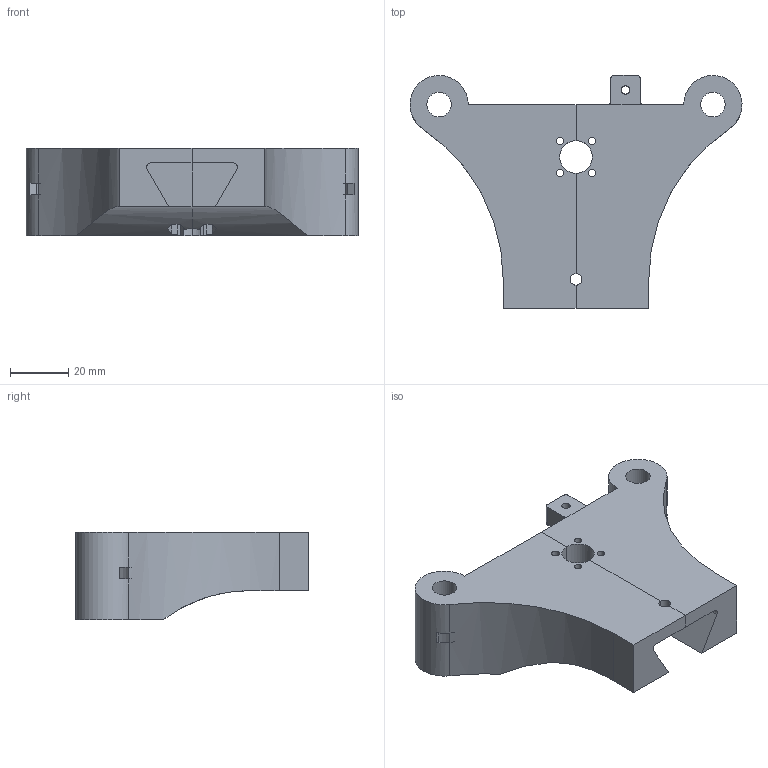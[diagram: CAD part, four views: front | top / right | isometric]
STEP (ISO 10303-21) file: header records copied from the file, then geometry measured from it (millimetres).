
FILE_DESCRIPTION(('FreeCAD Model'),'2;1');
FILE_NAME( 'Zcarriage.step', '2015-03-23T19:26:39',('FreeCAD'),('FreeCAD'), 'Open CASCADE STEP processor 6.5','FreeCAD','Unknown');
FILE_SCHEMA(('AUTOMOTIVE_DESIGN_CC2 { 1 2 10303 214 -1 1 5 4 }'));
Length unit declared in the file: millimetre
Products named in the file (1): ZCarriage
Bounding box: 113.97 x 80 x 30 mm (x, y, z)
Volume: 112348.5 mm3; surface area: 25343.1 mm2
Topology: 1 solids, 1 shells, 107 faces, 309 edges, 193 vertices
Faces by surface type: plane 64, cylinder 31, cone 8, torus 2, sphere 2
Full cylindrical faces by diameter (mm): 2.6 x4, 2.9 x1, 8.4 x2, 15 x2
Entity records: 7934 total; most frequent: CARTESIAN_POINT 1854, DIRECTION 1132, LINE 682, VECTOR 682, ORIENTED_EDGE 614, PCURVE 614, DEFINITIONAL_REPRESENTATION 614, EDGE_CURVE 307
